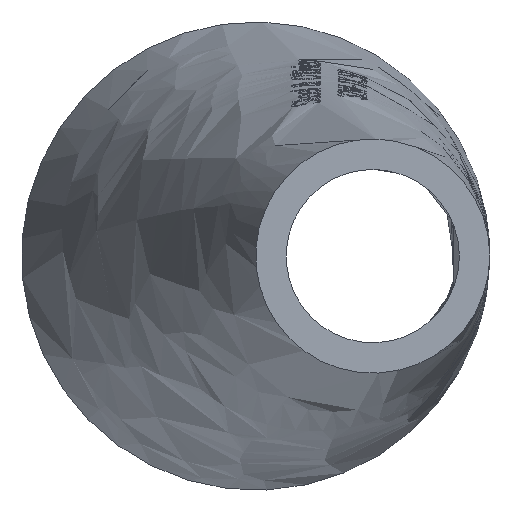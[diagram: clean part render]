
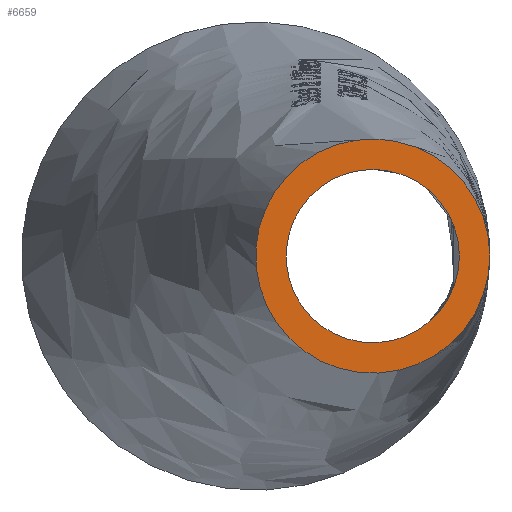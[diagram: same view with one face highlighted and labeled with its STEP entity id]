
A CAD part, left-side view. The second image highlights one B-rep face of the part: STEP entity #6659.
In plain terms, the highlighted planar face has unit normal (-1, 0, 0).
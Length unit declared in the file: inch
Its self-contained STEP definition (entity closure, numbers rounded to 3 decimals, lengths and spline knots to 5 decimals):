
#158=PLANE('',#6902);
#424=FACE_BOUND('',#1170,.T.);
#425=FACE_BOUND('',#1171,.T.);
#1170=EDGE_LOOP('',(#6276,#6277));
#1171=EDGE_LOOP('',(#6278,#6279));
#2459=CIRCLE('',#6664,0.25);
#2484=CIRCLE('',#6693,0.25);
#2527=CIRCLE('',#6899,0.185);
#2528=CIRCLE('',#6900,0.185);
#2529=VERTEX_POINT('',#7734);
#2530=VERTEX_POINT('',#7735);
#3211=VERTEX_POINT('',#15263);
#3212=VERTEX_POINT('',#15266);
#3213=EDGE_CURVE('',#2529,#2530,#2459,.T.);
#3316=EDGE_CURVE('',#2530,#2529,#2484,.T.);
#4235=EDGE_CURVE('',#3212,#3211,#2527,.T.);
#4236=EDGE_CURVE('',#3211,#3212,#2528,.T.);
#6276=ORIENTED_EDGE('',*,*,#4235,.T.);
#6277=ORIENTED_EDGE('',*,*,#4236,.T.);
#6278=ORIENTED_EDGE('',*,*,#3213,.F.);
#6279=ORIENTED_EDGE('',*,*,#3316,.F.);
#6659=ADVANCED_FACE('',(#424,#425),#158,.F.);
#6664=AXIS2_PLACEMENT_3D('',#7736,#6905,#6906);
#6693=AXIS2_PLACEMENT_3D('',#8343,#6965,#6966);
#6899=AXIS2_PLACEMENT_3D('',#15267,#7707,#7708);
#6900=AXIS2_PLACEMENT_3D('',#15268,#7709,#7710);
#6902=AXIS2_PLACEMENT_3D('',#15270,#7713,#7714);
#6905=DIRECTION('center_axis',(1.,0.,0.));
#6906=DIRECTION('ref_axis',(0.,-1.,0.));
#6965=DIRECTION('center_axis',(1.,0.,0.));
#6966=DIRECTION('ref_axis',(0.,-1.,0.));
#7707=DIRECTION('center_axis',(1.,0.,0.));
#7708=DIRECTION('ref_axis',(0.,-0.026,-1.));
#7709=DIRECTION('center_axis',(1.,0.,0.));
#7710=DIRECTION('ref_axis',(0.,-0.026,-1.));
#7713=DIRECTION('center_axis',(1.,0.,0.));
#7714=DIRECTION('ref_axis',(0.,0.,-1.));
#7734=CARTESIAN_POINT('',(0.,-0.25,0.));
#7735=CARTESIAN_POINT('',(0.,-0.00658,0.24991));
#7736=CARTESIAN_POINT('Origin',(0.,0.,0.));
#8343=CARTESIAN_POINT('Origin',(0.,0.,0.));
#15263=CARTESIAN_POINT('',(0.,-0.00487,0.18494));
#15266=CARTESIAN_POINT('',(0.,-0.185,0.));
#15267=CARTESIAN_POINT('Origin',(0.,0.,0.));
#15268=CARTESIAN_POINT('Origin',(0.,0.,0.));
#15270=CARTESIAN_POINT('Origin',(0.,0.,0.));
